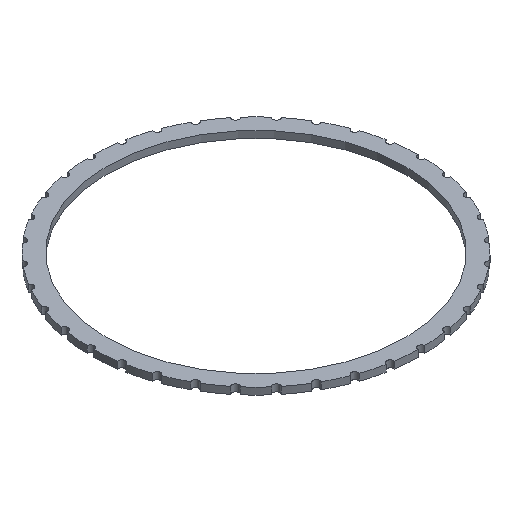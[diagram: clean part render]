
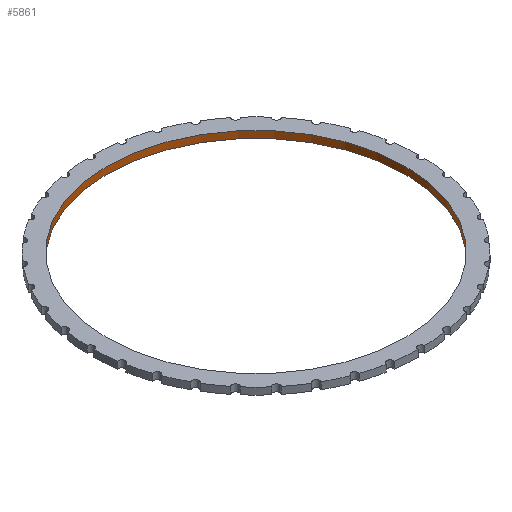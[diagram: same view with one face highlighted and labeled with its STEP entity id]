
A CAD part, isometric view. The second image highlights one B-rep face of the part: STEP entity #5861.
In plain terms, the highlighted cylindrical face has radius 21.6 mm (diameter 43.2 mm), a full revolution.
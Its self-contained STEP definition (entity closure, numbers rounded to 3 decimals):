
#84 = PLANE('',#85);
#85 = AXIS2_PLACEMENT_3D('',#86,#87,#88);
#86 = CARTESIAN_POINT('',(200.,-100.,1.));
#87 = DIRECTION('',(0.,0.,1.));
#88 = DIRECTION('',(1.,0.,-0.));
#139 = PLANE('',#140);
#140 = AXIS2_PLACEMENT_3D('',#141,#142,#143);
#141 = CARTESIAN_POINT('',(200.,-100.,0.));
#142 = DIRECTION('',(0.,0.,1.));
#143 = DIRECTION('',(1.,0.,-0.));
#2304 = EDGE_CURVE('',#2305,#2305,#2307,.T.);
#2305 = VERTEX_POINT('',#2306);
#2306 = CARTESIAN_POINT('',(221.6,-100.,0.));
#2307 = SURFACE_CURVE('',#2308,(#2313,#2320),.PCURVE_S1.);
#2308 = CIRCLE('',#2309,21.6);
#2309 = AXIS2_PLACEMENT_3D('',#2310,#2311,#2312);
#2310 = CARTESIAN_POINT('',(200.,-100.,0.));
#2311 = DIRECTION('',(0.,0.,1.));
#2312 = DIRECTION('',(1.,0.,-0.));
#2313 = PCURVE('',#139,#2314);
#2314 = DEFINITIONAL_REPRESENTATION('',(#2315),#2319);
#2315 = CIRCLE('',#2316,21.6);
#2316 = AXIS2_PLACEMENT_2D('',#2317,#2318);
#2317 = CARTESIAN_POINT('',(0.,0.));
#2318 = DIRECTION('',(1.,0.));
#2319 = ( GEOMETRIC_REPRESENTATION_CONTEXT(2) 
PARAMETRIC_REPRESENTATION_CONTEXT() REPRESENTATION_CONTEXT('2D SPACE',''
  ) );
#2320 = PCURVE('',#2321,#2326);
#2321 = CYLINDRICAL_SURFACE('',#2322,21.6);
#2322 = AXIS2_PLACEMENT_3D('',#2323,#2324,#2325);
#2323 = CARTESIAN_POINT('',(200.,-100.,0.));
#2324 = DIRECTION('',(-0.,-0.,-1.));
#2325 = DIRECTION('',(1.,0.,-0.));
#2326 = DEFINITIONAL_REPRESENTATION('',(#2327),#2331);
#2327 = LINE('',#2328,#2329);
#2328 = CARTESIAN_POINT('',(-0.,0.));
#2329 = VECTOR('',#2330,1.);
#2330 = DIRECTION('',(-1.,0.));
#2331 = ( GEOMETRIC_REPRESENTATION_CONTEXT(2) 
PARAMETRIC_REPRESENTATION_CONTEXT() REPRESENTATION_CONTEXT('2D SPACE',''
  ) );
#3995 = EDGE_CURVE('',#3996,#3996,#3998,.T.);
#3996 = VERTEX_POINT('',#3997);
#3997 = CARTESIAN_POINT('',(221.6,-100.,1.));
#3998 = SURFACE_CURVE('',#3999,(#4004,#4011),.PCURVE_S1.);
#3999 = CIRCLE('',#4000,21.6);
#4000 = AXIS2_PLACEMENT_3D('',#4001,#4002,#4003);
#4001 = CARTESIAN_POINT('',(200.,-100.,1.));
#4002 = DIRECTION('',(0.,0.,1.));
#4003 = DIRECTION('',(1.,0.,-0.));
#4004 = PCURVE('',#84,#4005);
#4005 = DEFINITIONAL_REPRESENTATION('',(#4006),#4010);
#4006 = CIRCLE('',#4007,21.6);
#4007 = AXIS2_PLACEMENT_2D('',#4008,#4009);
#4008 = CARTESIAN_POINT('',(0.,0.));
#4009 = DIRECTION('',(1.,0.));
#4010 = ( GEOMETRIC_REPRESENTATION_CONTEXT(2) 
PARAMETRIC_REPRESENTATION_CONTEXT() REPRESENTATION_CONTEXT('2D SPACE',''
  ) );
#4011 = PCURVE('',#2321,#4012);
#4012 = DEFINITIONAL_REPRESENTATION('',(#4013),#4017);
#4013 = LINE('',#4014,#4015);
#4014 = CARTESIAN_POINT('',(-0.,-1.));
#4015 = VECTOR('',#4016,1.);
#4016 = DIRECTION('',(-1.,0.));
#4017 = ( GEOMETRIC_REPRESENTATION_CONTEXT(2) 
PARAMETRIC_REPRESENTATION_CONTEXT() REPRESENTATION_CONTEXT('2D SPACE',''
  ) );
#5861 = ADVANCED_FACE('',(#5862),#2321,.F.);
#5862 = FACE_BOUND('',#5863,.T.);
#5863 = EDGE_LOOP('',(#5864,#5885,#5886,#5887));
#5864 = ORIENTED_EDGE('',*,*,#5865,.T.);
#5865 = EDGE_CURVE('',#2305,#3996,#5866,.T.);
#5866 = SEAM_CURVE('',#5867,(#5871,#5878),.PCURVE_S1.);
#5867 = LINE('',#5868,#5869);
#5868 = CARTESIAN_POINT('',(221.6,-100.,0.));
#5869 = VECTOR('',#5870,1.);
#5870 = DIRECTION('',(0.,0.,1.));
#5871 = PCURVE('',#2321,#5872);
#5872 = DEFINITIONAL_REPRESENTATION('',(#5873),#5877);
#5873 = LINE('',#5874,#5875);
#5874 = CARTESIAN_POINT('',(-0.,0.));
#5875 = VECTOR('',#5876,1.);
#5876 = DIRECTION('',(-0.,-1.));
#5877 = ( GEOMETRIC_REPRESENTATION_CONTEXT(2) 
PARAMETRIC_REPRESENTATION_CONTEXT() REPRESENTATION_CONTEXT('2D SPACE',''
  ) );
#5878 = PCURVE('',#2321,#5879);
#5879 = DEFINITIONAL_REPRESENTATION('',(#5880),#5884);
#5880 = LINE('',#5881,#5882);
#5881 = CARTESIAN_POINT('',(-6.283,0.));
#5882 = VECTOR('',#5883,1.);
#5883 = DIRECTION('',(-0.,-1.));
#5884 = ( GEOMETRIC_REPRESENTATION_CONTEXT(2) 
PARAMETRIC_REPRESENTATION_CONTEXT() REPRESENTATION_CONTEXT('2D SPACE',''
  ) );
#5885 = ORIENTED_EDGE('',*,*,#3995,.T.);
#5886 = ORIENTED_EDGE('',*,*,#5865,.F.);
#5887 = ORIENTED_EDGE('',*,*,#2304,.F.);
